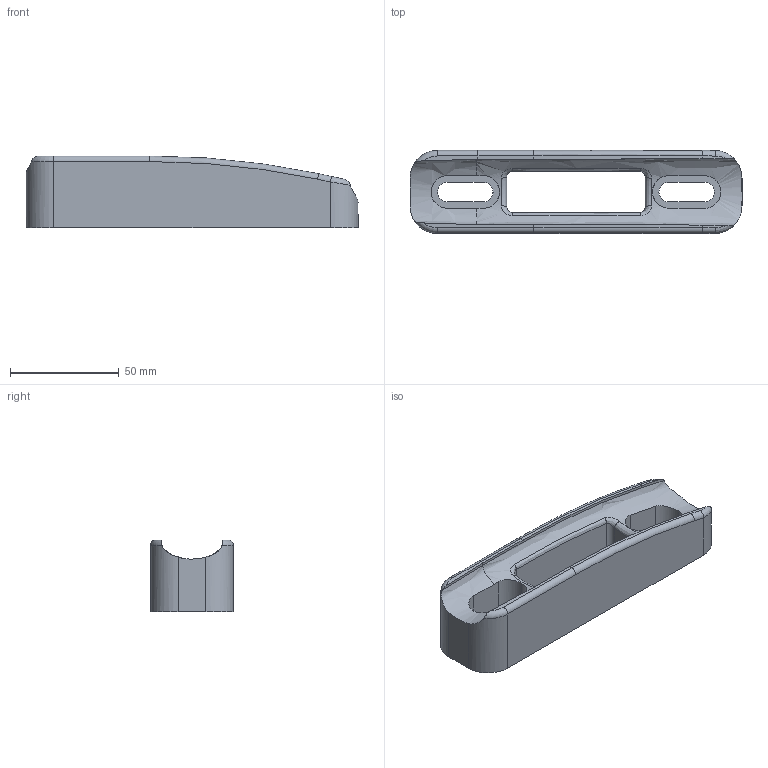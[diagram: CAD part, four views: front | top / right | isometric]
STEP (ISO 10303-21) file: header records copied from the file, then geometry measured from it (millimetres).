
FILE_DESCRIPTION (( 'STEP AP214' ), '1' );
FILE_NAME ('CX CS NEST.STEP', '2023-01-26T01:18:02', ( '' ), ( '' ), 'SwSTEP 2.0', 'SolidWorks 2014', '' );
FILE_SCHEMA (( 'AUTOMOTIVE_DESIGN' ));
Length unit declared in the file: inch
Products named in the file (1): CX CS NEST
Bounding box: 152.4 x 38.1 x 33.02 mm (x, y, z)
Volume: 94830.8 mm3; surface area: 26450.7 mm2
Topology: 1 solids, 1 shells, 75 faces, 195 edges, 123 vertices
Faces by surface type: cylinder 26, plane 26, bspline 20, torus 3
Entity records: 4925 total; most frequent: CARTESIAN_POINT 3227, ORIENTED_EDGE 390, DIRECTION 277, EDGE_CURVE 195, VERTEX_POINT 123, AXIS2_PLACEMENT_3D 102, EDGE_LOOP 82, FACE_OUTER_BOUND 75
